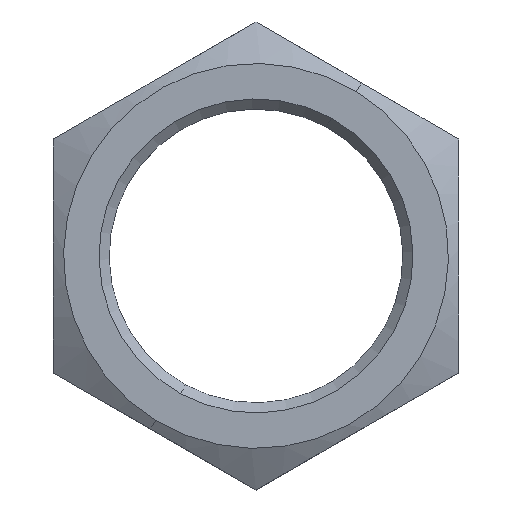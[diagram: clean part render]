
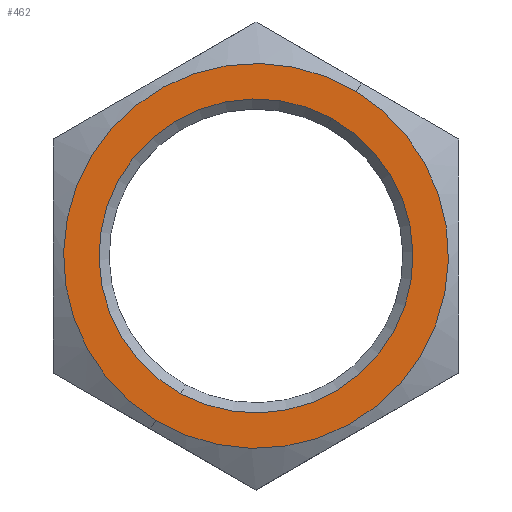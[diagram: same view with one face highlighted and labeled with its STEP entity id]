
A CAD part, top view. The second image highlights one B-rep face of the part: STEP entity #462.
In plain terms, the highlighted planar face has unit normal (0, 0, 1).
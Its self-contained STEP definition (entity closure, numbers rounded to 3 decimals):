
#320=AXIS2_PLACEMENT_3D('Circle Axis2P3D',#318,#319,$) ;
#342=AXIS2_PLACEMENT_3D('Circle Axis2P3D',#340,#341,$) ;
#438=AXIS2_PLACEMENT_3D('Plane Axis2P3D',#435,#436,#437) ;
#446=AXIS2_PLACEMENT_3D('Circle Axis2P3D',#444,#445,$) ;
#455=AXIS2_PLACEMENT_3D('Circle Axis2P3D',#453,#454,$) ;
#315=CARTESIAN_POINT('Vertex',(5.057,3.434,3.2)) ;
#318=CARTESIAN_POINT('Axis2P3D Location',(10.,11.547,3.2)) ;
#322=CARTESIAN_POINT('Vertex',(14.943,19.66,3.2)) ;
#340=CARTESIAN_POINT('Axis2P3D Location',(10.,11.547,3.2)) ;
#435=CARTESIAN_POINT('Axis2P3D Location',(10.,11.547,3.2)) ;
#444=CARTESIAN_POINT('Axis2P3D Location',(10.,11.547,3.2)) ;
#448=CARTESIAN_POINT('Vertex',(13.716,18.348,3.2)) ;
#450=CARTESIAN_POINT('Vertex',(6.284,4.746,3.2)) ;
#453=CARTESIAN_POINT('Axis2P3D Location',(10.,11.547,3.2)) ;
#319=DIRECTION('Axis2P3D Direction',(0.,0.,-1.)) ;
#341=DIRECTION('Axis2P3D Direction',(0.,0.,-1.)) ;
#436=DIRECTION('Axis2P3D Direction',(0.,0.,1.)) ;
#437=DIRECTION('Axis2P3D XDirection',(0.,1.,0.)) ;
#445=DIRECTION('Axis2P3D Direction',(0.,0.,1.)) ;
#454=DIRECTION('Axis2P3D Direction',(0.,0.,1.)) ;
#441=ORIENTED_EDGE('',*,*,#324,.T.) ;
#442=ORIENTED_EDGE('',*,*,#344,.T.) ;
#459=ORIENTED_EDGE('',*,*,#452,.F.) ;
#460=ORIENTED_EDGE('',*,*,#457,.F.) ;
#461=FACE_BOUND('',#458,.T.) ;
#462=ADVANCED_FACE('Koerper.2',(#443,#461),#439,.T.) ;
#321=CIRCLE('generated circle',#320,9.5) ;
#343=CIRCLE('generated circle',#342,9.5) ;
#447=CIRCLE('generated circle',#446,7.75) ;
#456=CIRCLE('generated circle',#455,7.75) ;
#324=EDGE_CURVE('',#323,#316,#321,.F.) ;
#344=EDGE_CURVE('',#316,#323,#343,.F.) ;
#452=EDGE_CURVE('',#449,#451,#447,.T.) ;
#457=EDGE_CURVE('',#451,#449,#456,.T.) ;
#440=EDGE_LOOP('',(#441,#442)) ;
#458=EDGE_LOOP('',(#459,#460)) ;
#443=FACE_OUTER_BOUND('',#440,.T.) ;
#439=PLANE('',#438) ;
#316=VERTEX_POINT('',#315) ;
#323=VERTEX_POINT('',#322) ;
#449=VERTEX_POINT('',#448) ;
#451=VERTEX_POINT('',#450) ;
